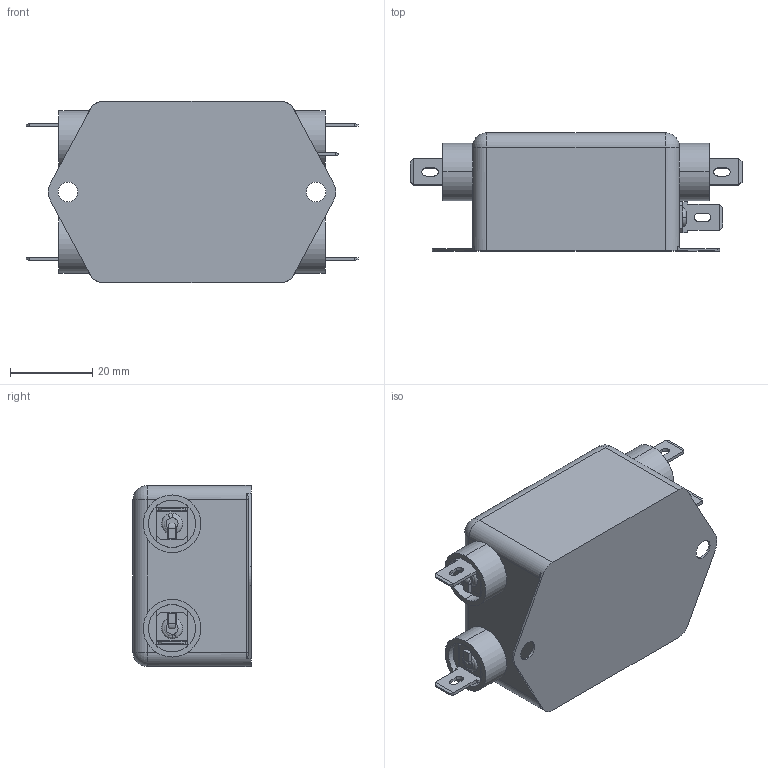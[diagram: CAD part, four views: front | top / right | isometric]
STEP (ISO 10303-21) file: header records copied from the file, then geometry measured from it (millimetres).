
FILE_DESCRIPTION (( 'STEP AP203' ), '1' );
FILE_NAME ('03DWCG5.STEP', '2016-05-30T09:35:15', ( 'Delta User' ), ( 'Delta Electronics, Inc.' ), 'SwSTEP 2.0', 'SolidWorks 2011', '' );
FILE_SCHEMA (( 'CONFIG_CONTROL_DESIGN' ));
Length unit declared in the file: millimetre
Products named in the file (8): 03DWCG5; 250 TERMINAL ASS''Y_Default; TIN WIRE; 3240100100; 3350140000; 3350190000; 3240070200; 03DVCG5
Assembly tree (11 placements, depth 3):
  03DWCG5
    250 TERMINAL ASS''Y_Default  x4
      3350190000
      3240070200
      TIN WIRE
      3240100100
      3350140000
    03DVCG5
    3350190000
Bounding box: 80.7 x 28.7 x 44 mm (x, y, z)
Volume: 67950.7 mm3; surface area: 17817.9 mm2
Topology: 22 solids, 22 shells, 564 faces, 1291 edges, 792 vertices
Faces by surface type: plane 261, cylinder 197, torus 86, bspline 16, sphere 4
Entity records: 6325 total; most frequent: CARTESIAN_POINT 1219, DIRECTION 953, ORIENTED_EDGE 810, EDGE_CURVE 405, AXIS2_PLACEMENT_3D 378, VERTEX_POINT 248, EDGE_LOOP 203, VECTOR 197
